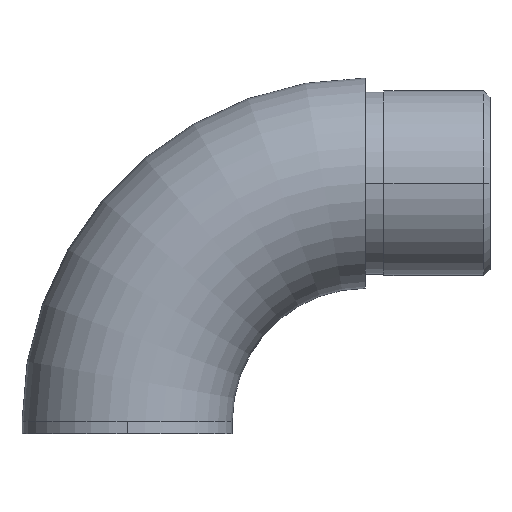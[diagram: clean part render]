
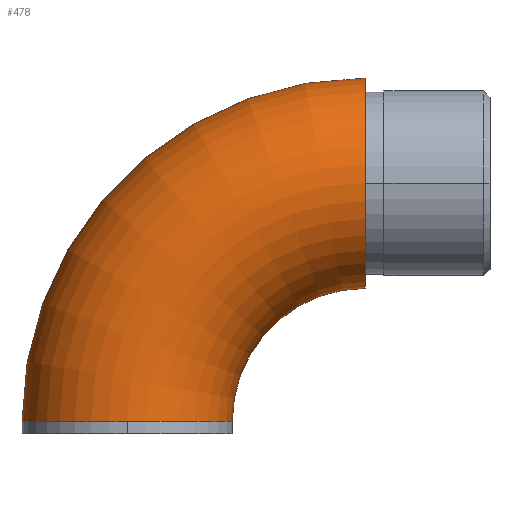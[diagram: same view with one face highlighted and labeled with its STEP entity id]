
A CAD part, top view. The second image highlights one B-rep face of the part: STEP entity #478.
In plain terms, the highlighted toroidal (fillet/blend) face has major radius 38.15 mm and minor radius 16.85 mm.
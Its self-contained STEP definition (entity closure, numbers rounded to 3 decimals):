
#19 = DIRECTION ( 'NONE',  ( 0., 0., -1. ) ) ;
#50 = ORIENTED_EDGE ( 'NONE', *, *, #655, .T. ) ;
#68 = AXIS2_PLACEMENT_3D ( 'NONE', #563, #537, #460 ) ;
#120 = AXIS2_PLACEMENT_3D ( 'NONE', #1152, #1053, #595 ) ;
#158 = CARTESIAN_POINT ( 'NONE',  ( -38.15, -38.15, 16.85 ) ) ;
#166 = AXIS2_PLACEMENT_3D ( 'NONE', #1138, #19, #771 ) ;
#241 = AXIS2_PLACEMENT_3D ( 'NONE', #1083, #679, #330 ) ;
#261 = CIRCLE ( 'NONE', #120, 16.85 ) ;
#262 = VERTEX_POINT ( 'NONE', #1019 ) ;
#298 = ORIENTED_EDGE ( 'NONE', *, *, #386, .T. ) ;
#310 = ORIENTED_EDGE ( 'NONE', *, *, #613, .F. ) ;
#330 = DIRECTION ( 'NONE',  ( -1., 0., 0. ) ) ;
#336 = DIRECTION ( 'NONE',  ( 0., 0., -1. ) ) ;
#366 = EDGE_CURVE ( 'NONE', #1044, #1010, #657, .T. ) ;
#386 = EDGE_CURVE ( 'NONE', #262, #863, #741, .T. ) ;
#395 = CARTESIAN_POINT ( 'NONE',  ( -21.3, -38.15, 0. ) ) ;
#460 = DIRECTION ( 'NONE',  ( -1., 0., 0. ) ) ;
#478 = ADVANCED_FACE ( 'NONE', ( #1069 ), #484, .T. ) ;
#484 = TOROIDAL_SURFACE ( 'NONE', #241, 38.15, 16.85 ) ;
#537 = DIRECTION ( 'NONE',  ( 0., 0., -1. ) ) ;
#563 = CARTESIAN_POINT ( 'NONE',  ( 0., -38.15, 0. ) ) ;
#595 = DIRECTION ( 'NONE',  ( 0., 0., -1. ) ) ;
#605 = VERTEX_POINT ( 'NONE', #1090 ) ;
#612 = EDGE_LOOP ( 'NONE', ( #310, #298, #50, #976, #928 ) ) ;
#613 = EDGE_CURVE ( 'NONE', #262, #605, #1183, .T. ) ;
#616 = AXIS2_PLACEMENT_3D ( 'NONE', #904, #620, #336 ) ;
#620 = DIRECTION ( 'NONE',  ( 0., 1., 0. ) ) ;
#647 = CARTESIAN_POINT ( 'NONE',  ( -38.15, -38.15, 0. ) ) ;
#655 = EDGE_CURVE ( 'NONE', #863, #1044, #763, .T. ) ;
#657 = CIRCLE ( 'NONE', #166, 21.3 ) ;
#679 = DIRECTION ( 'NONE',  ( 0., 0., -1. ) ) ;
#738 = CARTESIAN_POINT ( 'NONE',  ( 0., -16.85, 0. ) ) ;
#741 = CIRCLE ( 'NONE', #616, 16.85 ) ;
#763 = CIRCLE ( 'NONE', #799, 16.85 ) ;
#771 = DIRECTION ( 'NONE',  ( -1., 0., 0. ) ) ;
#799 = AXIS2_PLACEMENT_3D ( 'NONE', #647, #1009, #948 ) ;
#863 = VERTEX_POINT ( 'NONE', #158 ) ;
#904 = CARTESIAN_POINT ( 'NONE',  ( -38.15, -38.15, 0. ) ) ;
#928 = ORIENTED_EDGE ( 'NONE', *, *, #969, .F. ) ;
#948 = DIRECTION ( 'NONE',  ( 0., 0., -1. ) ) ;
#969 = EDGE_CURVE ( 'NONE', #605, #1010, #261, .T. ) ;
#976 = ORIENTED_EDGE ( 'NONE', *, *, #366, .T. ) ;
#1009 = DIRECTION ( 'NONE',  ( 0., 1., 0. ) ) ;
#1010 = VERTEX_POINT ( 'NONE', #738 ) ;
#1019 = CARTESIAN_POINT ( 'NONE',  ( -55., -38.15, 0. ) ) ;
#1044 = VERTEX_POINT ( 'NONE', #395 ) ;
#1053 = DIRECTION ( 'NONE',  ( 1., 0., 0. ) ) ;
#1069 = FACE_OUTER_BOUND ( 'NONE', #612, .T. ) ;
#1083 = CARTESIAN_POINT ( 'NONE',  ( 0., -38.15, 0. ) ) ;
#1090 = CARTESIAN_POINT ( 'NONE',  ( 0., 16.85, 0. ) ) ;
#1138 = CARTESIAN_POINT ( 'NONE',  ( 0., -38.15, 0. ) ) ;
#1152 = CARTESIAN_POINT ( 'NONE',  ( 0., 0., 0. ) ) ;
#1183 = CIRCLE ( 'NONE', #68, 55. ) ;
